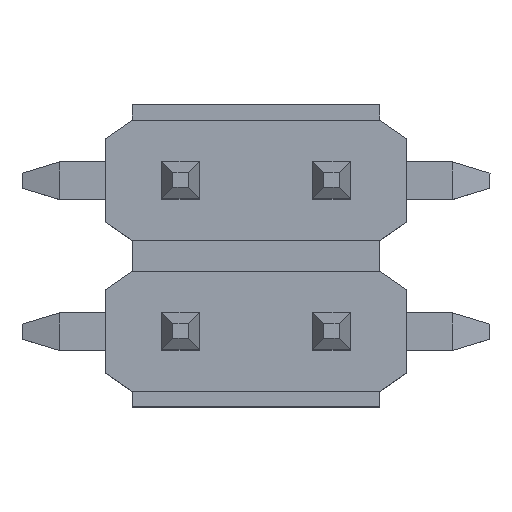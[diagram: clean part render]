
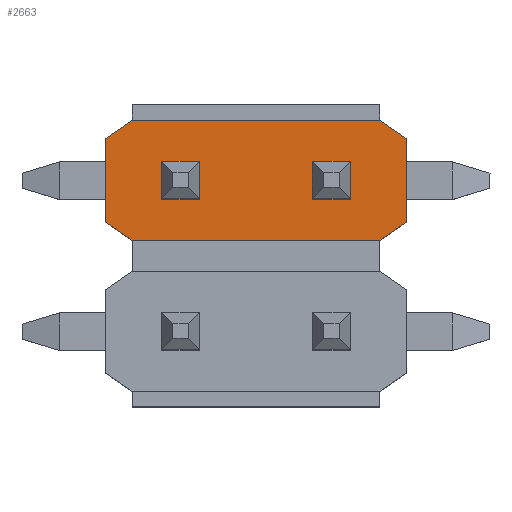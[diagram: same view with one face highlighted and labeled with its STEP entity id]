
A CAD part, top view. The second image highlights one B-rep face of the part: STEP entity #2663.
In plain terms, the highlighted planar face has unit normal (0, 0, 1).
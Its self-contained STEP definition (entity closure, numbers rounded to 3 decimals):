
#706=ORIENTED_EDGE('',*,*,#1027,.T.);
#707=ORIENTED_EDGE('',*,*,#975,.F.);
#708=ORIENTED_EDGE('',*,*,#1085,.T.);
#709=ORIENTED_EDGE('',*,*,#1092,.T.);
#710=ORIENTED_EDGE('',*,*,#1074,.F.);
#711=ORIENTED_EDGE('',*,*,#1067,.T.);
#712=ORIENTED_EDGE('',*,*,#1062,.T.);
#713=ORIENTED_EDGE('',*,*,#1035,.T.);
#714=ORIENTED_EDGE('',*,*,#1049,.F.);
#715=ORIENTED_EDGE('',*,*,#1099,.F.);
#716=ORIENTED_EDGE('',*,*,#987,.T.);
#717=ORIENTED_EDGE('',*,*,#996,.T.);
#718=ORIENTED_EDGE('',*,*,#993,.T.);
#719=ORIENTED_EDGE('',*,*,#990,.T.);
#720=ORIENTED_EDGE('',*,*,#1103,.T.);
#721=ORIENTED_EDGE('',*,*,#1111,.T.);
#722=ORIENTED_EDGE('',*,*,#1109,.T.);
#723=ORIENTED_EDGE('',*,*,#1106,.T.);
#975=EDGE_CURVE('',#1267,#1265,#1547,.T.);
#987=EDGE_CURVE('',#1278,#1277,#1559,.T.);
#990=EDGE_CURVE('',#1280,#1278,#1562,.T.);
#993=EDGE_CURVE('',#1282,#1280,#1565,.T.);
#996=EDGE_CURVE('',#1277,#1282,#1568,.T.);
#1027=EDGE_CURVE('',#1304,#1265,#1599,.T.);
#1035=EDGE_CURVE('',#1310,#1309,#1607,.T.);
#1049=EDGE_CURVE('',#1320,#1309,#1621,.T.);
#1062=EDGE_CURVE('',#1328,#1310,#1634,.T.);
#1067=EDGE_CURVE('',#1330,#1328,#1639,.T.);
#1074=EDGE_CURVE('',#1330,#1336,#1646,.T.);
#1085=EDGE_CURVE('',#1267,#1341,#1657,.T.);
#1092=EDGE_CURVE('',#1341,#1336,#1664,.T.);
#1099=EDGE_CURVE('',#1304,#1320,#1671,.T.);
#1103=EDGE_CURVE('',#1345,#1347,#1675,.T.);
#1106=EDGE_CURVE('',#1349,#1345,#1678,.T.);
#1109=EDGE_CURVE('',#1351,#1349,#1681,.T.);
#1111=EDGE_CURVE('',#1347,#1351,#1683,.T.);
#1265=VERTEX_POINT('',#3979);
#1267=VERTEX_POINT('',#3983);
#1277=VERTEX_POINT('',#4009);
#1278=VERTEX_POINT('',#4011);
#1280=VERTEX_POINT('',#4017);
#1282=VERTEX_POINT('',#4023);
#1304=VERTEX_POINT('',#4089);
#1309=VERTEX_POINT('',#4103);
#1310=VERTEX_POINT('',#4105);
#1320=VERTEX_POINT('',#4133);
#1328=VERTEX_POINT('',#4157);
#1330=VERTEX_POINT('',#4165);
#1336=VERTEX_POINT('',#4182);
#1341=VERTEX_POINT('',#4200);
#1345=VERTEX_POINT('',#4226);
#1347=VERTEX_POINT('',#4230);
#1349=VERTEX_POINT('',#4235);
#1351=VERTEX_POINT('',#4241);
#1547=LINE('',#3984,#1895);
#1559=LINE('',#4010,#1907);
#1562=LINE('',#4016,#1910);
#1565=LINE('',#4022,#1913);
#1568=LINE('',#4028,#1916);
#1599=LINE('',#4088,#1947);
#1607=LINE('',#4104,#1955);
#1621=LINE('',#4132,#1969);
#1634=LINE('',#4156,#1982);
#1639=LINE('',#4166,#1987);
#1646=LINE('',#4181,#1994);
#1657=LINE('',#4201,#2005);
#1664=LINE('',#4212,#2012);
#1671=LINE('',#4222,#2019);
#1675=LINE('',#4231,#2023);
#1678=LINE('',#4237,#2026);
#1681=LINE('',#4243,#2029);
#1683=LINE('',#4246,#2031);
#1895=VECTOR('',#3274,1000.);
#1907=VECTOR('',#3294,1000.);
#1910=VECTOR('',#3299,1000.);
#1913=VECTOR('',#3304,1000.);
#1916=VECTOR('',#3309,1000.);
#1947=VECTOR('',#3358,1000.);
#1955=VECTOR('',#3370,1000.);
#1969=VECTOR('',#3392,1000.);
#1982=VECTOR('',#3411,1000.);
#1987=VECTOR('',#3420,1000.);
#1994=VECTOR('',#3433,1000.);
#2005=VECTOR('',#3450,1000.);
#2012=VECTOR('',#3461,1000.);
#2019=VECTOR('',#3474,1000.);
#2023=VECTOR('',#3480,1000.);
#2026=VECTOR('',#3485,1000.);
#2029=VECTOR('',#3490,1000.);
#2031=VECTOR('',#3494,1000.);
#2207=EDGE_LOOP('',(#706,#707,#708,#709,#710,#711,#712,#713,#714,#715));
#2208=EDGE_LOOP('',(#716,#717,#718,#719));
#2209=EDGE_LOOP('',(#720,#721,#722,#723));
#2365=FACE_BOUND('',#2207,.T.);
#2366=FACE_BOUND('',#2208,.T.);
#2367=FACE_BOUND('',#2209,.T.);
#2513=PLANE('',#2881);
#2663=ADVANCED_FACE('',(#2365,#2366,#2367),#2513,.T.);
#2881=AXIS2_PLACEMENT_3D('',#4302,#3556,#3557);
#3274=DIRECTION('',(0.,-1.,0.));
#3294=DIRECTION('',(-1.,0.,0.));
#3299=DIRECTION('',(0.,-1.,0.));
#3304=DIRECTION('',(1.,0.,0.));
#3309=DIRECTION('',(0.,1.,0.));
#3358=DIRECTION('',(0.57,0.821,0.));
#3370=DIRECTION('',(-1.,0.,0.));
#3392=DIRECTION('',(-0.57,0.821,0.));
#3411=DIRECTION('',(0.,-1.,0.));
#3420=DIRECTION('',(1.,0.,0.));
#3433=DIRECTION('',(0.57,0.821,0.));
#3450=DIRECTION('',(-0.57,0.821,0.));
#3461=DIRECTION('',(-1.,0.,0.));
#3474=DIRECTION('',(-1.,0.,0.));
#3480=DIRECTION('',(-1.,0.,0.));
#3485=DIRECTION('',(0.,-1.,0.));
#3490=DIRECTION('',(1.,0.,0.));
#3494=DIRECTION('',(0.,1.,0.));
#3556=DIRECTION('',(0.,0.,1.));
#3557=DIRECTION('',(1.,0.,0.));
#3979=CARTESIAN_POINT('',(1.8,-1.64,1.));
#3983=CARTESIAN_POINT('',(1.8,1.64,1.));
#3984=CARTESIAN_POINT('',(1.8,1.64,1.));
#4009=CARTESIAN_POINT('',(0.75,-1.25,1.));
#4010=CARTESIAN_POINT('',(1.25,-1.25,1.));
#4011=CARTESIAN_POINT('',(1.25,-1.25,1.));
#4016=CARTESIAN_POINT('',(1.25,-0.75,1.));
#4017=CARTESIAN_POINT('',(1.25,-0.75,1.));
#4022=CARTESIAN_POINT('',(0.75,-0.75,1.));
#4023=CARTESIAN_POINT('',(0.75,-0.75,1.));
#4028=CARTESIAN_POINT('',(0.75,-1.25,1.));
#4088=CARTESIAN_POINT('',(1.55,-2.,1.));
#4089=CARTESIAN_POINT('',(1.55,-2.,1.));
#4103=CARTESIAN_POINT('',(0.2,-1.64,1.));
#4104=CARTESIAN_POINT('',(0.201,-1.64,1.));
#4105=CARTESIAN_POINT('',(0.201,-1.64,1.));
#4132=CARTESIAN_POINT('',(0.45,-2.,1.));
#4133=CARTESIAN_POINT('',(0.45,-2.,1.));
#4156=CARTESIAN_POINT('',(0.201,1.64,1.));
#4157=CARTESIAN_POINT('',(0.201,1.64,1.));
#4165=CARTESIAN_POINT('',(0.2,1.64,1.));
#4166=CARTESIAN_POINT('',(-0.201,1.64,1.));
#4181=CARTESIAN_POINT('',(0.2,1.64,1.));
#4182=CARTESIAN_POINT('',(0.45,2.,1.));
#4200=CARTESIAN_POINT('',(1.55,2.,1.));
#4201=CARTESIAN_POINT('',(1.8,1.64,1.));
#4212=CARTESIAN_POINT('',(2.,2.,1.));
#4222=CARTESIAN_POINT('',(2.,-2.,1.));
#4226=CARTESIAN_POINT('',(1.25,0.75,1.));
#4230=CARTESIAN_POINT('',(0.75,0.75,1.));
#4231=CARTESIAN_POINT('',(1.25,0.75,1.));
#4235=CARTESIAN_POINT('',(1.25,1.25,1.));
#4237=CARTESIAN_POINT('',(1.25,1.25,1.));
#4241=CARTESIAN_POINT('',(0.75,1.25,1.));
#4243=CARTESIAN_POINT('',(0.75,1.25,1.));
#4246=CARTESIAN_POINT('',(0.75,0.75,1.));
#4302=CARTESIAN_POINT('',(2.,-2.,1.));
